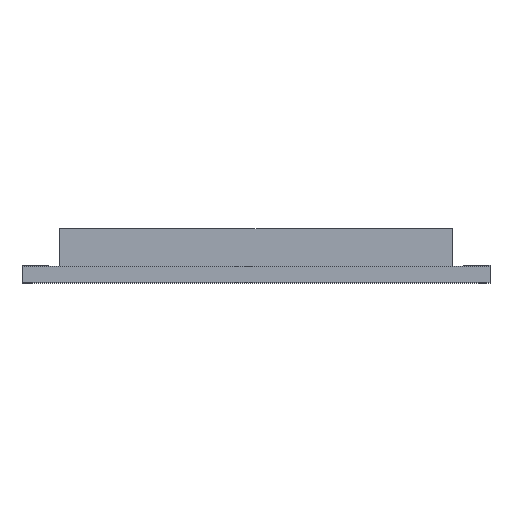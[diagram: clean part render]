
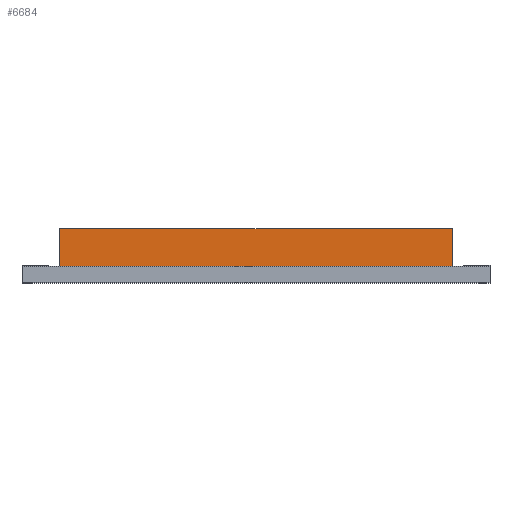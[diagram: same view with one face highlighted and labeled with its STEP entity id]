
A CAD part, top view. The second image highlights one B-rep face of the part: STEP entity #6684.
In plain terms, the highlighted planar face has unit normal (0, 0, 1).
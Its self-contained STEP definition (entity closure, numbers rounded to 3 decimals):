
#422 = CARTESIAN_POINT ( 'NONE',  ( -7.3, 2., 10.4 ) ) ;
#696 = FACE_OUTER_BOUND ( 'NONE', #3262, .T. ) ;
#899 = LINE ( 'NONE', #5536, #2016 ) ;
#1297 = EDGE_CURVE ( 'NONE', #4203, #9746, #9218, .T. ) ;
#1444 = EDGE_CURVE ( 'NONE', #5914, #9746, #899, .T. ) ;
#1781 = ORIENTED_EDGE ( 'NONE', *, *, #1444, .F. ) ;
#1813 = EDGE_CURVE ( 'NONE', #12699, #5914, #3259, .T. ) ;
#1964 = CARTESIAN_POINT ( 'NONE',  ( -7.3, 2., 10.4 ) ) ;
#2016 = VECTOR ( 'NONE', #2966, 1000. ) ;
#2073 = ORIENTED_EDGE ( 'NONE', *, *, #2524, .T. ) ;
#2264 = CARTESIAN_POINT ( 'NONE',  ( -7.3, 0.6, 10.4 ) ) ;
#2285 = CARTESIAN_POINT ( 'NONE',  ( -7.3, 2., 10.4 ) ) ;
#2524 = EDGE_CURVE ( 'NONE', #12699, #4203, #13728, .T. ) ;
#2966 = DIRECTION ( 'NONE',  ( 0., -1., 0. ) ) ;
#3259 = LINE ( 'NONE', #2285, #14712 ) ;
#3262 = EDGE_LOOP ( 'NONE', ( #3917, #1781, #13895, #2073 ) ) ;
#3436 = CARTESIAN_POINT ( 'NONE',  ( -7.3, 2., 10.4 ) ) ;
#3917 = ORIENTED_EDGE ( 'NONE', *, *, #1297, .T. ) ;
#4139 = DIRECTION ( 'NONE',  ( -1., 0., 0. ) ) ;
#4203 = VERTEX_POINT ( 'NONE', #9260 ) ;
#5058 = VECTOR ( 'NONE', #10386, 1000. ) ;
#5536 = CARTESIAN_POINT ( 'NONE',  ( 7.3, 2., 10.4 ) ) ;
#5664 = DIRECTION ( 'NONE',  ( 1., 0., 0. ) ) ;
#5914 = VERTEX_POINT ( 'NONE', #11703 ) ;
#6545 = AXIS2_PLACEMENT_3D ( 'NONE', #1964, #8749, #4139 ) ;
#6684 = ADVANCED_FACE ( 'NONE', ( #696 ), #7720, .F. ) ;
#6699 = CARTESIAN_POINT ( 'NONE',  ( 7.3, 0.6, 10.4 ) ) ;
#7720 = PLANE ( 'NONE',  #6545 ) ;
#8749 = DIRECTION ( 'NONE',  ( 0., 0., -1. ) ) ;
#9218 = LINE ( 'NONE', #2264, #11398 ) ;
#9260 = CARTESIAN_POINT ( 'NONE',  ( -7.3, 0.6, 10.4 ) ) ;
#9746 = VERTEX_POINT ( 'NONE', #6699 ) ;
#10132 = DIRECTION ( 'NONE',  ( 1., 0., 0. ) ) ;
#10386 = DIRECTION ( 'NONE',  ( 0., -1., 0. ) ) ;
#11398 = VECTOR ( 'NONE', #5664, 1000. ) ;
#11703 = CARTESIAN_POINT ( 'NONE',  ( 7.3, 2., 10.4 ) ) ;
#12699 = VERTEX_POINT ( 'NONE', #422 ) ;
#13728 = LINE ( 'NONE', #3436, #5058 ) ;
#13895 = ORIENTED_EDGE ( 'NONE', *, *, #1813, .F. ) ;
#14712 = VECTOR ( 'NONE', #10132, 1000. ) ;
